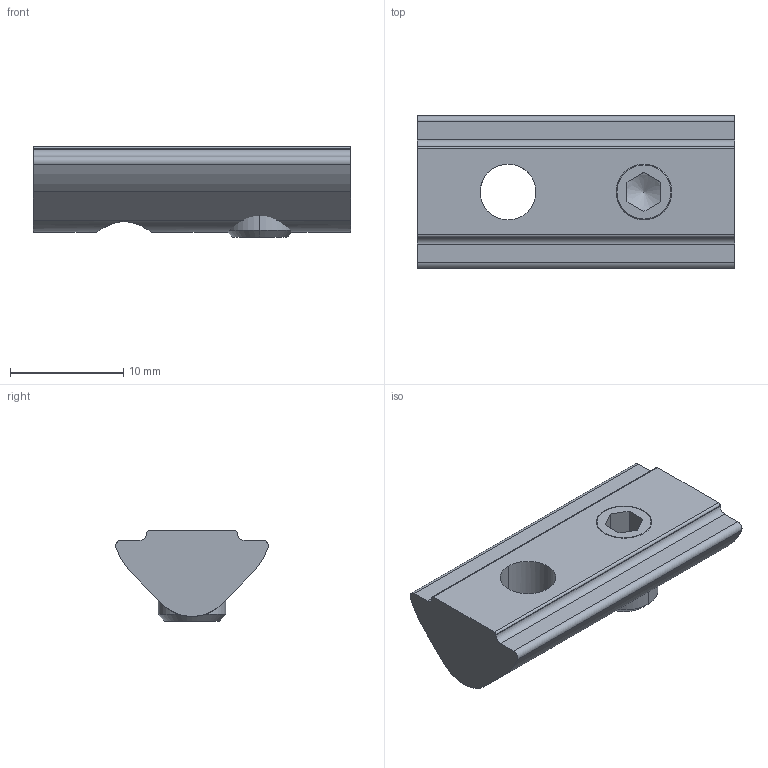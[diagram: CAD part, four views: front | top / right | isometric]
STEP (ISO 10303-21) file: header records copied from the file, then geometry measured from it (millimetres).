
FILE_DESCRIPTION((''),'2;1');
FILE_NAME('SV2151V.stp','2009-11-25T09:50:50',(''),(''),'Mechanical Desktop 2007','Mechanical Desktop 2007',', , ');
FILE_SCHEMA(('CONFIG_CONTROL_DESIGN'));
Length unit declared in the file: millimetre
Products named in the file (2): SV2151VA; SV2151V
Assembly tree (1 placements, depth 2):
  SV2151VA
    SV2151V
Bounding box: 28 x 13.47 x 8 mm (x, y, z)
Volume: 1833.3 mm3; surface area: 1467 mm2
Topology: 2 solids, 2 shells, 36 faces, 91 edges, 59 vertices
Faces by surface type: plane 17, cylinder 13, cone 5, bspline 1
Entity records: 1331 total; most frequent: CARTESIAN_POINT 349, DIRECTION 184, ORIENTED_EDGE 180, EDGE_CURVE 90, AXIS2_PLACEMENT_3D 66, VERTEX_POINT 60, VECTOR 52, LINE 52
